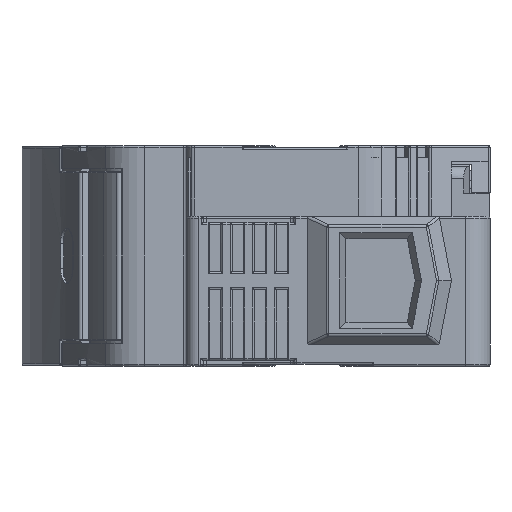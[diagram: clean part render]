
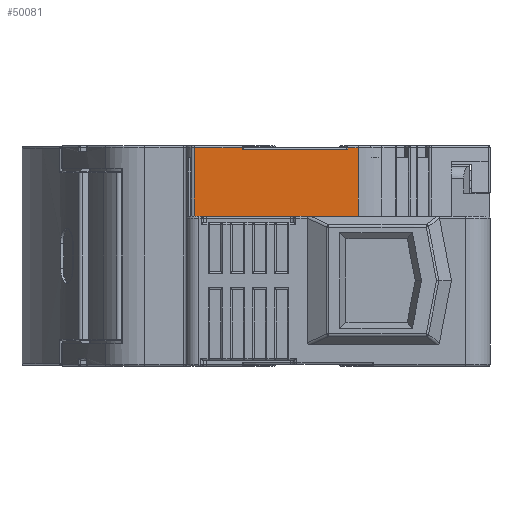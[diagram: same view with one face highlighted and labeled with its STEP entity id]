
A CAD part, left-side view. The second image highlights one B-rep face of the part: STEP entity #50081.
In plain terms, the highlighted planar face has unit normal (-1, 0, 0).
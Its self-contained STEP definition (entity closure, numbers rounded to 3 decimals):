
#91 = DIRECTION ( 'NONE',  ( 0., -1., 0. ) ) ;
#2191 = EDGE_CURVE ( 'NONE', #17382, #61968, #18708, .T. ) ;
#2452 = VERTEX_POINT ( 'NONE', #36970 ) ;
#4244 = LINE ( 'NONE', #46254, #35788 ) ;
#4439 = LINE ( 'NONE', #51950, #34855 ) ;
#5992 = EDGE_CURVE ( 'NONE', #22678, #17030, #8303, .T. ) ;
#6215 = DIRECTION ( 'NONE',  ( 0., 0., 1. ) ) ;
#6760 = CARTESIAN_POINT ( 'NONE',  ( -39.2, 16.947, 35.7 ) ) ;
#8303 = LINE ( 'NONE', #74576, #60031 ) ;
#9125 = DIRECTION ( 'NONE',  ( 1., 0., 0. ) ) ;
#9342 = EDGE_CURVE ( 'NONE', #17382, #60328, #70315, .T. ) ;
#9490 = PLANE ( 'NONE',  #65394 ) ;
#10328 = ORIENTED_EDGE ( 'NONE', *, *, #30789, .T. ) ;
#10580 = VERTEX_POINT ( 'NONE', #68199 ) ;
#11479 = CARTESIAN_POINT ( 'NONE',  ( -39.2, 15.217, 35.7 ) ) ;
#16613 = DIRECTION ( 'NONE',  ( 0., -1., 0. ) ) ;
#17030 = VERTEX_POINT ( 'NONE', #45272 ) ;
#17382 = VERTEX_POINT ( 'NONE', #63566 ) ;
#17564 = CARTESIAN_POINT ( 'NONE',  ( -39.2, 15.217, 24.5 ) ) ;
#18708 = LINE ( 'NONE', #17564, #69617 ) ;
#21894 = ORIENTED_EDGE ( 'NONE', *, *, #70599, .F. ) ;
#22008 = DIRECTION ( 'NONE',  ( 0., 0., 1. ) ) ;
#22678 = VERTEX_POINT ( 'NONE', #37730 ) ;
#23440 = ORIENTED_EDGE ( 'NONE', *, *, #9342, .F. ) ;
#25806 = LINE ( 'NONE', #72559, #71286 ) ;
#26558 = ORIENTED_EDGE ( 'NONE', *, *, #75398, .T. ) ;
#26923 = EDGE_CURVE ( 'NONE', #10580, #2452, #4439, .T. ) ;
#30733 = EDGE_LOOP ( 'NONE', ( #40486, #10328, #23440, #49329, #21894, #51079, #55554, #26558 ) ) ;
#30789 = EDGE_CURVE ( 'NONE', #10580, #60328, #4244, .T. ) ;
#33151 = VECTOR ( 'NONE', #22008, 1000. ) ;
#33319 = CARTESIAN_POINT ( 'NONE',  ( -39.2, 13.2, 36. ) ) ;
#34855 = VECTOR ( 'NONE', #16613, 1000. ) ;
#35788 = VECTOR ( 'NONE', #58035, 1000. ) ;
#36970 = CARTESIAN_POINT ( 'NONE',  ( -39.2, 34.1, 35.7 ) ) ;
#37730 = CARTESIAN_POINT ( 'NONE',  ( -39.2, 16.947, 35.4 ) ) ;
#37839 = CARTESIAN_POINT ( 'NONE',  ( -39.2, 16.947, 35.7 ) ) ;
#40486 = ORIENTED_EDGE ( 'NONE', *, *, #26923, .F. ) ;
#41353 = CARTESIAN_POINT ( 'NONE',  ( -39.2, 15.217, 24.5 ) ) ;
#42298 = VERTEX_POINT ( 'NONE', #37839 ) ;
#44951 = FACE_OUTER_BOUND ( 'NONE', #30733, .T. ) ;
#45272 = CARTESIAN_POINT ( 'NONE',  ( -39.2, 34.1, 35.4 ) ) ;
#46254 = CARTESIAN_POINT ( 'NONE',  ( -39.2, 41.93, 35.7 ) ) ;
#48562 = VECTOR ( 'NONE', #91, 1000. ) ;
#49329 = ORIENTED_EDGE ( 'NONE', *, *, #2191, .T. ) ;
#49472 = DIRECTION ( 'NONE',  ( 0., 0., -1. ) ) ;
#50081 = ADVANCED_FACE ( 'NONE', ( #44951 ), #9490, .F. ) ;
#50405 = DIRECTION ( 'NONE',  ( 0., 1., 0. ) ) ;
#51079 = ORIENTED_EDGE ( 'NONE', *, *, #68592, .T. ) ;
#51523 = CARTESIAN_POINT ( 'NONE',  ( -39.2, 34.1, 35.4 ) ) ;
#51950 = CARTESIAN_POINT ( 'NONE',  ( -39.2, 41.93, 35.7 ) ) ;
#55010 = CARTESIAN_POINT ( 'NONE',  ( -39.2, 41.93, 24.5 ) ) ;
#55046 = LINE ( 'NONE', #6760, #48562 ) ;
#55554 = ORIENTED_EDGE ( 'NONE', *, *, #5992, .T. ) ;
#56996 = DIRECTION ( 'NONE',  ( 0., 1., 0. ) ) ;
#58035 = DIRECTION ( 'NONE',  ( 0., 0., -1. ) ) ;
#58202 = DIRECTION ( 'NONE',  ( 0., 1., 0. ) ) ;
#60031 = VECTOR ( 'NONE', #56996, 1000. ) ;
#60328 = VERTEX_POINT ( 'NONE', #55010 ) ;
#61802 = VECTOR ( 'NONE', #58202, 1000. ) ;
#61968 = VERTEX_POINT ( 'NONE', #11479 ) ;
#63566 = CARTESIAN_POINT ( 'NONE',  ( -39.2, 15.217, 24.5 ) ) ;
#64434 = LINE ( 'NONE', #51523, #33151 ) ;
#65394 = AXIS2_PLACEMENT_3D ( 'NONE', #33319, #9125, #50405 ) ;
#68199 = CARTESIAN_POINT ( 'NONE',  ( -39.2, 41.93, 35.7 ) ) ;
#68592 = EDGE_CURVE ( 'NONE', #42298, #22678, #25806, .T. ) ;
#69617 = VECTOR ( 'NONE', #6215, 1000. ) ;
#70315 = LINE ( 'NONE', #41353, #61802 ) ;
#70599 = EDGE_CURVE ( 'NONE', #42298, #61968, #55046, .T. ) ;
#71286 = VECTOR ( 'NONE', #49472, 1000. ) ;
#72559 = CARTESIAN_POINT ( 'NONE',  ( -39.2, 16.947, 35.7 ) ) ;
#74576 = CARTESIAN_POINT ( 'NONE',  ( -39.2, 16.947, 35.4 ) ) ;
#75398 = EDGE_CURVE ( 'NONE', #17030, #2452, #64434, .T. ) ;
